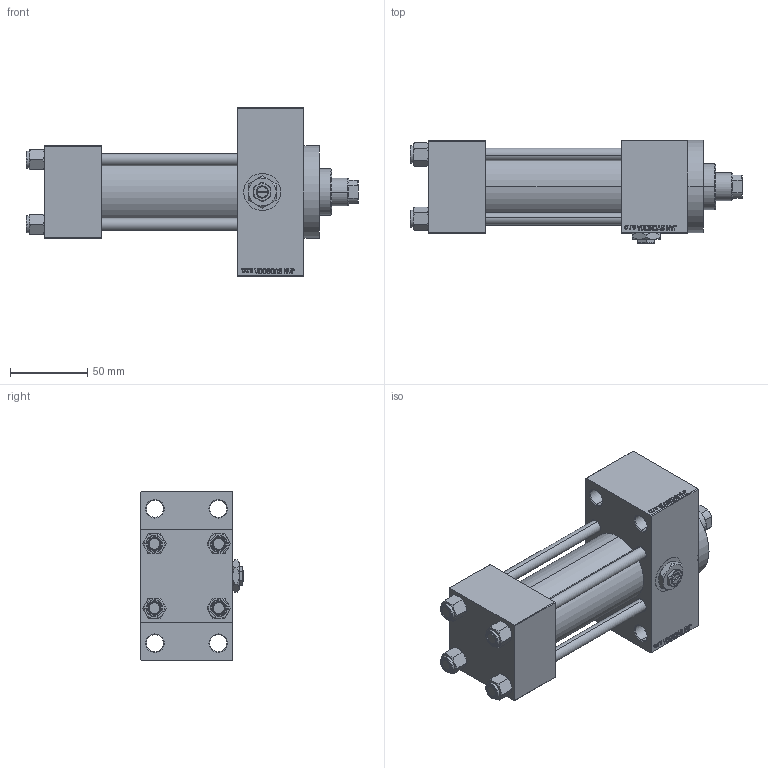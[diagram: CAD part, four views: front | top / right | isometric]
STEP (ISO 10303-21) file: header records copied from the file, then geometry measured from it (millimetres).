
FILE_DESCRIPTION (( 'STEP AP203' ), '1' );
FILE_NAME ('107c.STEP', '2022-04-16T06:05:54', ( '' ), ( '' ), 'SwSTEP 2.0', 'SolidWorks 2019', '' );
FILE_SCHEMA (( 'CONFIG_CONTROL_DESIGN' ));
Length unit declared in the file: millimetre
Products named in the file (7): 107c; V215CR_D_Body aa27e8ad6ff7ff41f320d9f146753aba; V215_VC_A aa27e8ad6ff7ff41f320d9f146753aba; Zatka_pro_OIL_PORT aa27e8ad6ff7ff41f320d9f146753aba; V215CR_VCP_D aa27e8ad6ff7ff41f320d9f146753aba; V215CR_D_TYCINKA aa27e8ad6ff7ff41f320d9f146753aba; NUT_M5_D aa27e8ad6ff7ff41f320d9f146753aba
Assembly tree (12 placements, depth 2):
  107c
    V215CR_D_Body aa27e8ad6ff7ff41f320d9f146753aba
    V215CR_VCP_D aa27e8ad6ff7ff41f320d9f146753aba
    NUT_M5_D aa27e8ad6ff7ff41f320d9f146753aba  x4
    V215CR_D_TYCINKA aa27e8ad6ff7ff41f320d9f146753aba  x4
    V215_VC_A aa27e8ad6ff7ff41f320d9f146753aba
    Zatka_pro_OIL_PORT aa27e8ad6ff7ff41f320d9f146753aba
Bounding box: 215 x 67 x 109 mm (x, y, z)
Volume: 542944.7 mm3; surface area: 134953.3 mm2
Topology: 12 solids, 12 shells, 1161 faces, 2886 edges, 1863 vertices
Faces by surface type: plane 524, bspline 368, cone 164, cylinder 97, torus 8
Entity records: 49197 total; most frequent: CARTESIAN_POINT 25676, ORIENTED_EDGE 5264, DIRECTION 3446, EDGE_CURVE 2632, VERTEX_POINT 1719, VECTOR 1552, LINE 1552, EDGE_LOOP 1177
